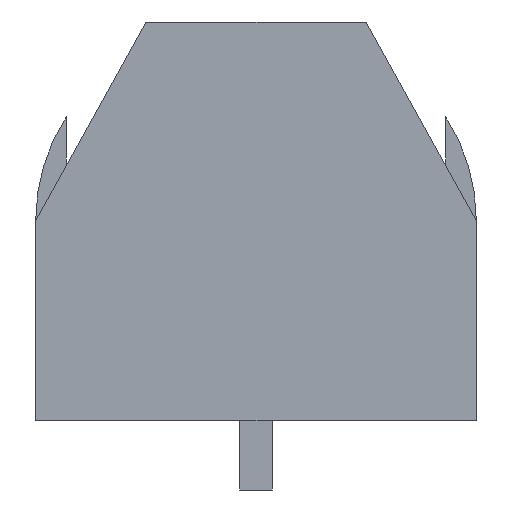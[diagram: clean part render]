
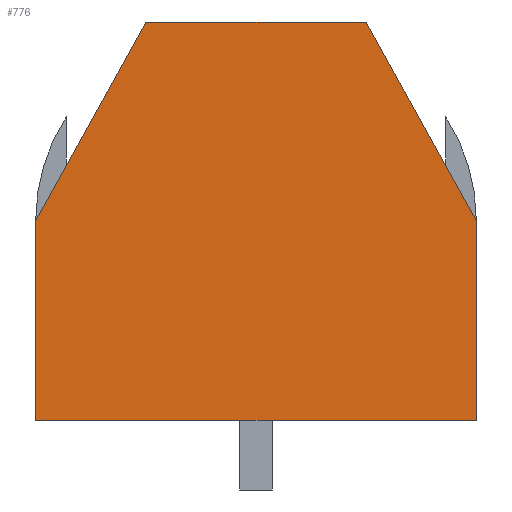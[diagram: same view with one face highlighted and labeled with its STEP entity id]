
A CAD part, left-side view. The second image highlights one B-rep face of the part: STEP entity #776.
In plain terms, the highlighted planar face has unit normal (-1, 0, 0).
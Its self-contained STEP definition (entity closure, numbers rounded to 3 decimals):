
#13=DIRECTION('',(0.,0.,1.));
#306=VECTOR('',#307,1.);
#307=DIRECTION('',(0.,-1.,0.));
#314=VECTOR('',#315,1.);
#315=DIRECTION('',(0.,0.486,-0.874));
#329=VECTOR('',#330,1.);
#330=DIRECTION('',(0.,0.486,0.874));
#343=VECTOR('',#13,1.);
#367=VERTEX_POINT('',#368);
#368=CARTESIAN_POINT('',(-3.17,-10.447,9.6));
#373=EDGE_CURVE('',#367,#374,#376,.T.);
#374=VERTEX_POINT('',#375);
#375=CARTESIAN_POINT('',(-3.17,-10.45,9.6));
#376=LINE('',#377,#306);
#377=CARTESIAN_POINT('',(-3.17,10.45,9.6));
#565=VERTEX_POINT('',#377);
#568=EDGE_CURVE('',#565,#569,#376,.T.);
#569=VERTEX_POINT('',#570);
#570=CARTESIAN_POINT('',(-3.17,10.447,9.6));
#626=VERTEX_POINT('',#627);
#627=CARTESIAN_POINT('',(-3.17,5.225,19.));
#629=ORIENTED_EDGE('',*,*,#630,.T.);
#630=EDGE_CURVE('',#626,#569,#631,.T.);
#631=LINE('',#632,#314);
#632=CARTESIAN_POINT('',(-3.17,9.164,11.91));
#641=EDGE_CURVE('',#367,#642,#644,.T.);
#642=VERTEX_POINT('',#643);
#643=CARTESIAN_POINT('',(-3.17,-5.225,19.));
#644=LINE('',#645,#329);
#645=CARTESIAN_POINT('',(-3.17,-6.699,16.346));
#660=EDGE_CURVE('',#626,#642,#661,.T.);
#661=LINE('',#662,#306);
#662=CARTESIAN_POINT('',(-3.17,10.45,19.));
#776=ADVANCED_FACE('',(#777),#796,.T.);
#777=FACE_BOUND('',#778,.T.);
#778=EDGE_LOOP('',(#779,#786,#789,#790,#791,#629,#792,#793));
#779=ORIENTED_EDGE('',*,*,#780,.T.);
#780=EDGE_CURVE('',#781,#783,#785,.T.);
#781=VERTEX_POINT('',#782);
#782=CARTESIAN_POINT('',(-3.17,10.45,0.1));
#783=VERTEX_POINT('',#784);
#784=CARTESIAN_POINT('',(-3.17,-10.45,0.1));
#785=LINE('',#782,#306);
#786=ORIENTED_EDGE('',*,*,#787,.T.);
#787=EDGE_CURVE('',#783,#374,#788,.T.);
#788=LINE('',#784,#343);
#789=ORIENTED_EDGE('',*,*,#373,.F.);
#790=ORIENTED_EDGE('',*,*,#641,.T.);
#791=ORIENTED_EDGE('',*,*,#660,.F.);
#792=ORIENTED_EDGE('',*,*,#568,.F.);
#793=ORIENTED_EDGE('',*,*,#794,.F.);
#794=EDGE_CURVE('',#781,#565,#795,.T.);
#795=LINE('',#782,#343);
#796=PLANE('',#797);
#797=AXIS2_PLACEMENT_3D('',#798,#799,#800);
#798=CARTESIAN_POINT('',(-3.17,0.,8.355));
#799=DIRECTION('',(-1.,0.,0.));
#800=DIRECTION('',(0.,-1.,0.));
